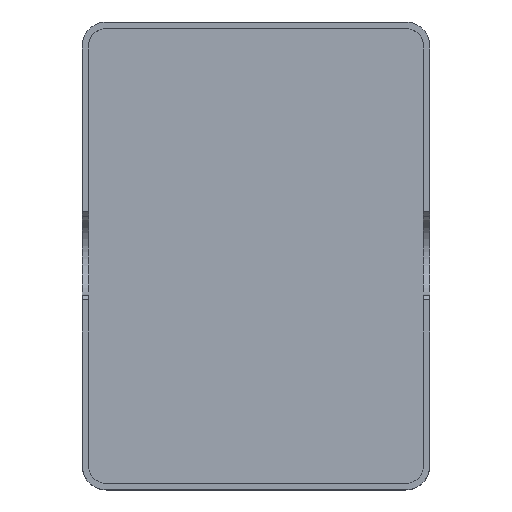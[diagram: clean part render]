
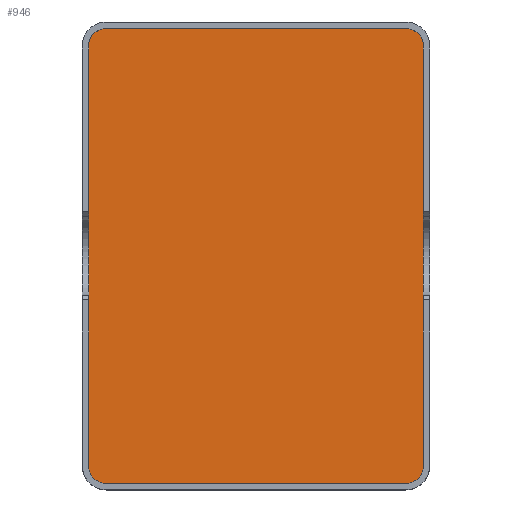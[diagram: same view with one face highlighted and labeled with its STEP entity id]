
A CAD part, top view. The second image highlights one B-rep face of the part: STEP entity #946.
In plain terms, the highlighted planar face has unit normal (0, 0, 1).
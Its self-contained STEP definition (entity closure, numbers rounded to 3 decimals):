
#482 = VERTEX_POINT('',#483);
#483 = CARTESIAN_POINT('',(41.9,52.5,2.));
#489 = EDGE_CURVE('',#482,#490,#492,.T.);
#490 = VERTEX_POINT('',#491);
#491 = CARTESIAN_POINT('',(41.9,-52.5,2.));
#492 = LINE('',#493,#494);
#493 = CARTESIAN_POINT('',(41.9,52.5,2.));
#494 = VECTOR('',#495,1.);
#495 = DIRECTION('',(0.,-1.,0.));
#538 = EDGE_CURVE('',#482,#539,#541,.T.);
#539 = VERTEX_POINT('',#540);
#540 = CARTESIAN_POINT('',(37.5,56.9,2.));
#541 = CIRCLE('',#542,4.4);
#542 = AXIS2_PLACEMENT_3D('',#543,#544,#545);
#543 = CARTESIAN_POINT('',(37.5,52.5,2.));
#544 = DIRECTION('',(0.,0.,1.));
#545 = DIRECTION('',(1.,0.,-0.));
#563 = VERTEX_POINT('',#564);
#564 = CARTESIAN_POINT('',(-37.5,56.9,2.));
#570 = EDGE_CURVE('',#563,#539,#571,.T.);
#571 = LINE('',#572,#573);
#572 = CARTESIAN_POINT('',(-37.5,56.9,2.));
#573 = VECTOR('',#574,1.);
#574 = DIRECTION('',(1.,0.,0.));
#587 = EDGE_CURVE('',#563,#588,#590,.T.);
#588 = VERTEX_POINT('',#589);
#589 = CARTESIAN_POINT('',(-41.9,52.5,2.));
#590 = CIRCLE('',#591,4.4);
#591 = AXIS2_PLACEMENT_3D('',#592,#593,#594);
#592 = CARTESIAN_POINT('',(-37.5,52.5,2.));
#593 = DIRECTION('',(0.,0.,1.));
#594 = DIRECTION('',(1.,0.,-0.));
#646 = VERTEX_POINT('',#647);
#647 = CARTESIAN_POINT('',(-41.9,-52.5,2.));
#653 = EDGE_CURVE('',#646,#588,#654,.T.);
#654 = LINE('',#655,#656);
#655 = CARTESIAN_POINT('',(-41.9,-52.5,2.));
#656 = VECTOR('',#657,1.);
#657 = DIRECTION('',(0.,1.,0.));
#946 = ADVANCED_FACE('',(#947),#978,.T.);
#947 = FACE_BOUND('',#948,.T.);
#948 = EDGE_LOOP('',(#949,#950,#951,#960,#968,#975,#976,#977));
#949 = ORIENTED_EDGE('',*,*,#587,.T.);
#950 = ORIENTED_EDGE('',*,*,#653,.F.);
#951 = ORIENTED_EDGE('',*,*,#952,.T.);
#952 = EDGE_CURVE('',#646,#953,#955,.T.);
#953 = VERTEX_POINT('',#954);
#954 = CARTESIAN_POINT('',(-37.5,-56.9,2.));
#955 = CIRCLE('',#956,4.4);
#956 = AXIS2_PLACEMENT_3D('',#957,#958,#959);
#957 = CARTESIAN_POINT('',(-37.5,-52.5,2.));
#958 = DIRECTION('',(0.,0.,1.));
#959 = DIRECTION('',(1.,0.,-0.));
#960 = ORIENTED_EDGE('',*,*,#961,.F.);
#961 = EDGE_CURVE('',#962,#953,#964,.T.);
#962 = VERTEX_POINT('',#963);
#963 = CARTESIAN_POINT('',(37.5,-56.9,2.));
#964 = LINE('',#965,#966);
#965 = CARTESIAN_POINT('',(37.5,-56.9,2.));
#966 = VECTOR('',#967,1.);
#967 = DIRECTION('',(-1.,0.,0.));
#968 = ORIENTED_EDGE('',*,*,#969,.T.);
#969 = EDGE_CURVE('',#962,#490,#970,.T.);
#970 = CIRCLE('',#971,4.4);
#971 = AXIS2_PLACEMENT_3D('',#972,#973,#974);
#972 = CARTESIAN_POINT('',(37.5,-52.5,2.));
#973 = DIRECTION('',(0.,0.,1.));
#974 = DIRECTION('',(1.,0.,-0.));
#975 = ORIENTED_EDGE('',*,*,#489,.F.);
#976 = ORIENTED_EDGE('',*,*,#538,.T.);
#977 = ORIENTED_EDGE('',*,*,#570,.F.);
#978 = PLANE('',#979);
#979 = AXIS2_PLACEMENT_3D('',#980,#981,#982);
#980 = CARTESIAN_POINT('',(0.,0.,2.));
#981 = DIRECTION('',(0.,0.,1.));
#982 = DIRECTION('',(1.,0.,-0.));
